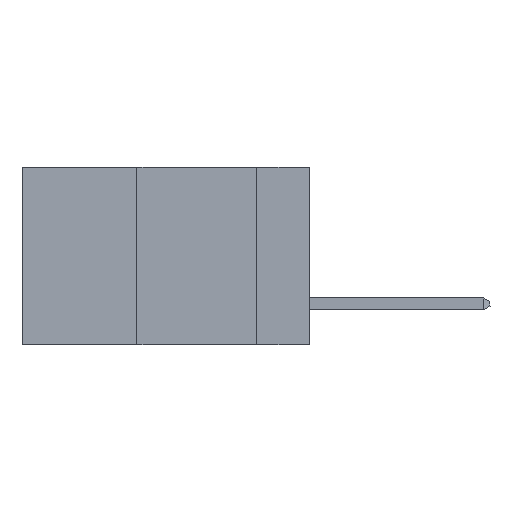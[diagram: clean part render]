
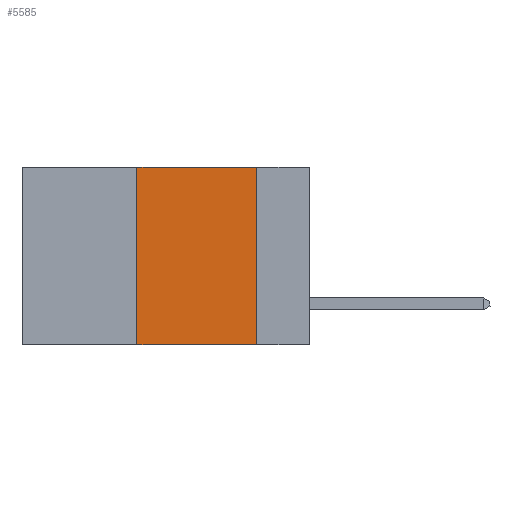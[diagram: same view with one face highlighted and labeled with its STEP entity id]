
A CAD part, left-side view. The second image highlights one B-rep face of the part: STEP entity #5585.
In plain terms, the highlighted planar face has unit normal (-1, 0, 0).
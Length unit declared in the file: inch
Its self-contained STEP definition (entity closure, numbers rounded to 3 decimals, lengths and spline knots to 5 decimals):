
#87 = CARTESIAN_POINT ( 'NONE',  ( 0., 0.11, 0. ) ) ;
#863 = ORIENTED_EDGE ( 'NONE', *, *, #6662, .F. ) ;
#1435 = EDGE_LOOP ( 'NONE', ( #4360, #863, #9170, #6040 ) ) ;
#1914 = DIRECTION ( 'NONE',  ( 1., 0., 0. ) ) ;
#2043 = VECTOR ( 'NONE', #5026, 39.37008 ) ;
#2172 = DIRECTION ( 'NONE',  ( 0., 0., 1. ) ) ;
#2923 = VECTOR ( 'NONE', #2172, 39.37008 ) ;
#3474 = CARTESIAN_POINT ( 'NONE',  ( 0., 0.6, 0. ) ) ;
#3519 = VERTEX_POINT ( 'NONE', #7962 ) ;
#3739 = VERTEX_POINT ( 'NONE', #3978 ) ;
#3978 = CARTESIAN_POINT ( 'NONE',  ( 0., 0.36, -0.37 ) ) ;
#4360 = ORIENTED_EDGE ( 'NONE', *, *, #12079, .F. ) ;
#4608 = DIRECTION ( 'NONE',  ( 0., -1., 0. ) ) ;
#5026 = DIRECTION ( 'NONE',  ( 0., -1., 0. ) ) ;
#5357 = CARTESIAN_POINT ( 'NONE',  ( 0., 0.36, 0. ) ) ;
#5585 = ADVANCED_FACE ( 'NONE', ( #11501 ), #13576, .F. ) ;
#5869 = LINE ( 'NONE', #7611, #2923 ) ;
#5916 = DIRECTION ( 'NONE',  ( 0., 0., -1. ) ) ;
#6040 = ORIENTED_EDGE ( 'NONE', *, *, #11069, .T. ) ;
#6662 = EDGE_CURVE ( 'NONE', #13491, #11881, #10384, .T. ) ;
#7558 = VECTOR ( 'NONE', #4608, 39.37008 ) ;
#7611 = CARTESIAN_POINT ( 'NONE',  ( 0., 0.36, 0. ) ) ;
#7962 = CARTESIAN_POINT ( 'NONE',  ( 0., 0.11, -0.37 ) ) ;
#8401 = CARTESIAN_POINT ( 'NONE',  ( 0., 0.6, 0. ) ) ;
#8607 = VECTOR ( 'NONE', #5916, 39.37008 ) ;
#9077 = AXIS2_PLACEMENT_3D ( 'NONE', #8401, #1914, #9505 ) ;
#9170 = ORIENTED_EDGE ( 'NONE', *, *, #10218, .F. ) ;
#9505 = DIRECTION ( 'NONE',  ( 0., 0., -1. ) ) ;
#10218 = EDGE_CURVE ( 'NONE', #3739, #13491, #5869, .T. ) ;
#10384 = LINE ( 'NONE', #3474, #7558 ) ;
#11069 = EDGE_CURVE ( 'NONE', #3739, #3519, #11584, .T. ) ;
#11083 = LINE ( 'NONE', #13233, #8607 ) ;
#11336 = CARTESIAN_POINT ( 'NONE',  ( 0., 0.6, -0.37 ) ) ;
#11501 = FACE_OUTER_BOUND ( 'NONE', #1435, .T. ) ;
#11584 = LINE ( 'NONE', #11336, #2043 ) ;
#11881 = VERTEX_POINT ( 'NONE', #87 ) ;
#12079 = EDGE_CURVE ( 'NONE', #11881, #3519, #11083, .T. ) ;
#13233 = CARTESIAN_POINT ( 'NONE',  ( 0., 0.11, 0. ) ) ;
#13491 = VERTEX_POINT ( 'NONE', #5357 ) ;
#13576 = PLANE ( 'NONE',  #9077 ) ;
